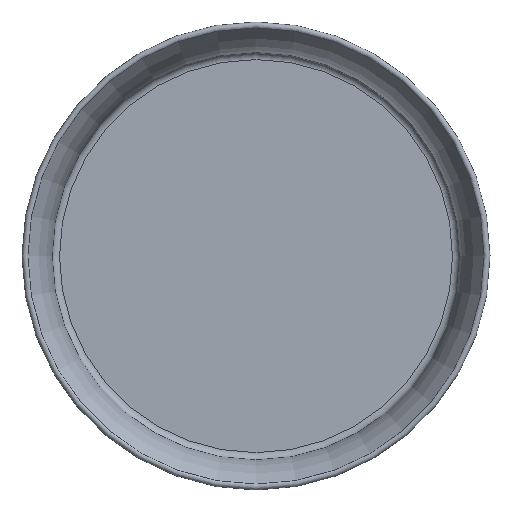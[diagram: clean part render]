
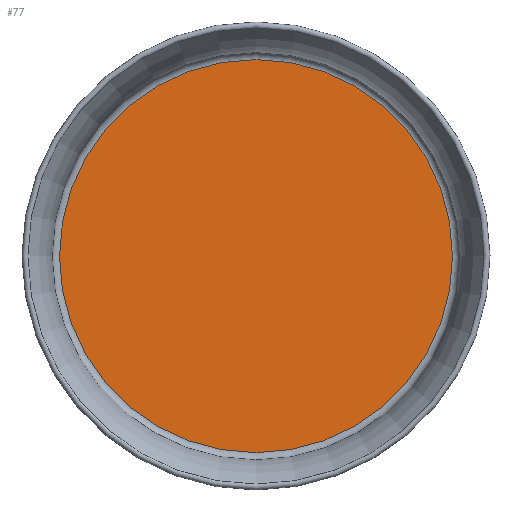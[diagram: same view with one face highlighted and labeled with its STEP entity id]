
A CAD part, top view. The second image highlights one B-rep face of the part: STEP entity #77.
In plain terms, the highlighted planar face has unit normal (0, 0, 1).
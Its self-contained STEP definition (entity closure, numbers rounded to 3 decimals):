
#15=PLANE('',#88);
#23=FACE_OUTER_BOUND('',#31,.T.);
#31=EDGE_LOOP('',(#61));
#42=CIRCLE('',#87,53.179);
#48=VERTEX_POINT('',#130);
#54=EDGE_CURVE('',#48,#48,#42,.T.);
#61=ORIENTED_EDGE('',*,*,#54,.F.);
#77=ADVANCED_FACE('',(#23),#15,.T.);
#87=AXIS2_PLACEMENT_3D('',#131,#104,#105);
#88=AXIS2_PLACEMENT_3D('',#132,#106,#107);
#104=DIRECTION('center_axis',(0.,0.,-1.));
#105=DIRECTION('ref_axis',(0.,1.,0.));
#106=DIRECTION('center_axis',(0.,0.,1.));
#107=DIRECTION('ref_axis',(1.,0.,0.));
#130=CARTESIAN_POINT('',(0.,-53.179,1.8));
#131=CARTESIAN_POINT('Origin',(0.,0.,1.8));
#132=CARTESIAN_POINT('Origin',(0.,0.,1.8));
